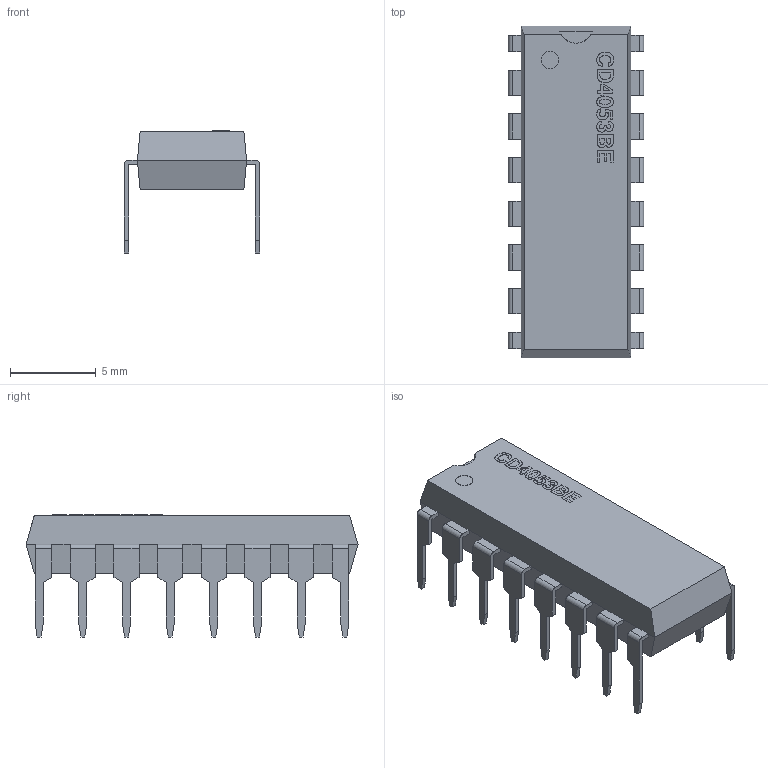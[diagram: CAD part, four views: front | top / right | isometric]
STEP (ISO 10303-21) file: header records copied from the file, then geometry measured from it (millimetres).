
FILE_DESCRIPTION(('FreeCAD Model'),'2;1');
FILE_NAME('Texas_Instruments_CD4053BE.step','2019-07-23T22:43:46',('Author'),(''), 'Open CASCADE STEP processor 7.3','FreeCAD','Unknown');
FILE_SCHEMA(('AUTOMOTIVE_DESIGN { 1 0 10303 214 1 1 1 1 }'));
Length unit declared in the file: millimetre
Products named in the file (1): CD4053BE
Bounding box: 7.87 x 19.3 x 7.1 mm (x, y, z)
Volume: 415.2 mm3; surface area: 592.7 mm2
Topology: 1 solids, 1 shells, 398 faces, 1110 edges, 728 vertices
Faces by surface type: plane 272, extrusion 100, cylinder 18, bspline 8
Full cylindrical faces by diameter (mm): 1 x1
Entity records: 15534 total; most frequent: CARTESIAN_POINT 3032, ORIENTED_EDGE 2220, DIRECTION 1569, EDGE_CURVE 1110, VECTOR 915, LINE 815, VERTEX_POINT 728, FACE_BOUND 412
